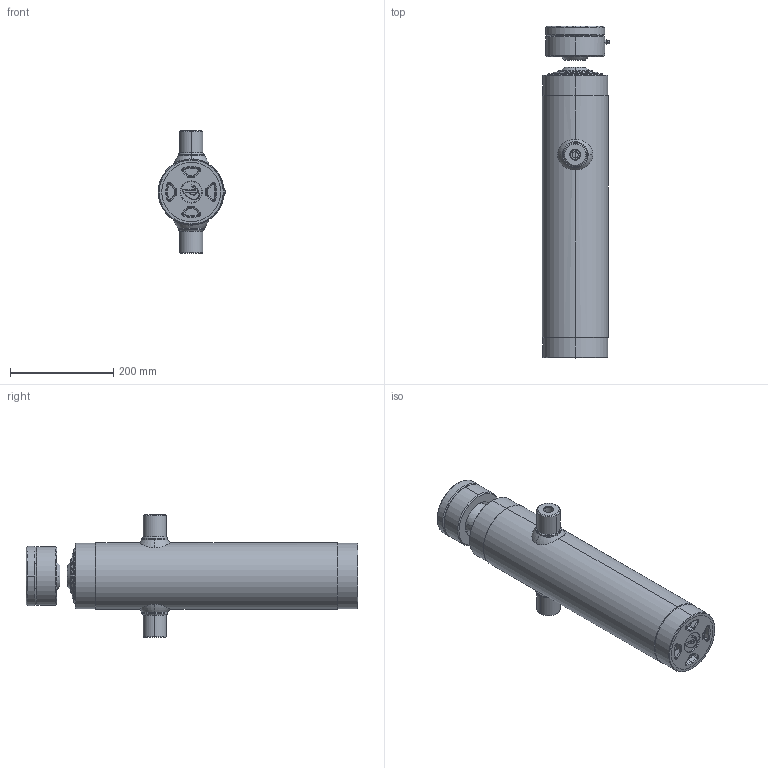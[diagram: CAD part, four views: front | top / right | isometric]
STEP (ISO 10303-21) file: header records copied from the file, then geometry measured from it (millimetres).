
FILE_DESCRIPTION (( 'STEP AP203' ), '1' );
FILE_NAME ('312.IR.STEP', '2023-09-13T07:36:32', ( '' ), ( '' ), 'SwSTEP 2.0', 'SolidWorks 2021', '' );
FILE_SCHEMA (( 'CONFIG_CONTROL_DESIGN' ));
Length unit declared in the file: millimetre
Products named in the file (1): 312.IR
Bounding box: 131 x 642 x 237 mm (x, y, z)
Surface area: 731625.1 mm2 (no closed solid volume)
Topology: 0 solids, 19 shells, 270 faces, 718 edges, 458 vertices
Faces by surface type: torus 74, cone 73, cylinder 69, plane 44, bspline 7, sphere 3
Entity records: 10010 total; most frequent: CARTESIAN_POINT 3193, DIRECTION 1599, ORIENTED_EDGE 1220, EDGE_CURVE 711, AXIS2_PLACEMENT_3D 680, VERTEX_POINT 454, CIRCLE 416, EDGE_LOOP 289
